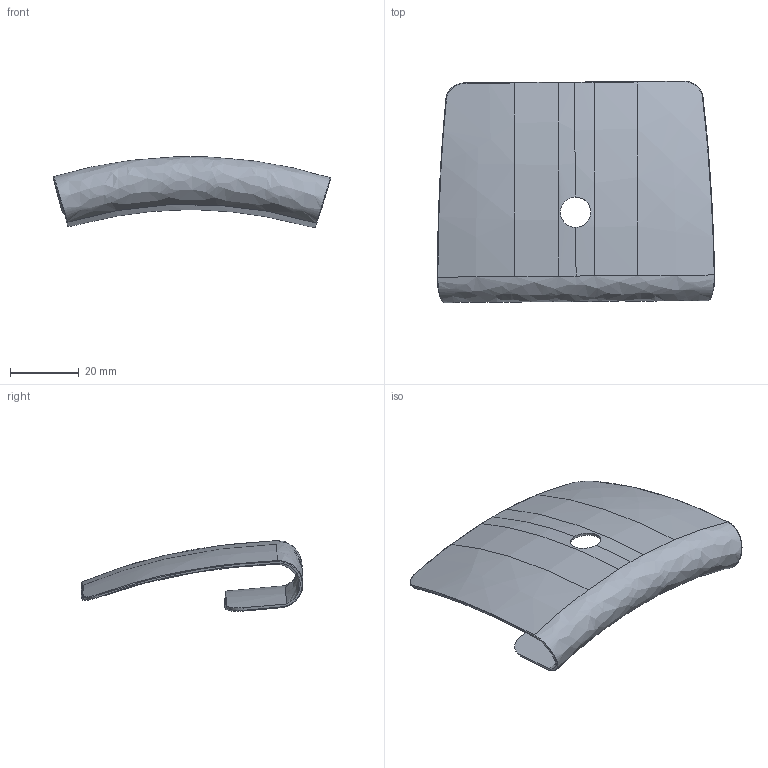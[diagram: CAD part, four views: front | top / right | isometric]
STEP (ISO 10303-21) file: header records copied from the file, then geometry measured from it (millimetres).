
FILE_DESCRIPTION (( 'STEP AP203' ), '1' );
FILE_NAME ('Riddel helmet Face Guard Bracket.STEP', '2026-02-04T14:20:11', ( 'Brian Williams' ), ( 'Home' ), 'SwSTEP 2.0', 'SolidWorks 2003240', '' );
FILE_SCHEMA (( 'CONFIG_CONTROL_DESIGN' ));
Length unit declared in the file: inch
Products named in the file (2): Body13; Riddel helmet Face Guard Bracket
Assembly tree (1 placements, depth 2):
  Riddel helmet Face Guard Bracket
    Body13
Bounding box: 80.99 x 64.7 x 20.65 mm (x, y, z)
Volume: 5590.7 mm3; surface area: 14932.9 mm2
Topology: 1 solids, 1 shells, 36 faces, 97 edges, 61 vertices
Faces by surface type: bspline 26, cone 5, cylinder 3, plane 2
Entity records: 6344 total; most frequent: CARTESIAN_POINT 5493, ORIENTED_EDGE 194, EDGE_CURVE 97, DIRECTION 72, VERTEX_POINT 61, B_SPLINE_CURVE_WITH_KNOTS 47, FACE_OUTER_BOUND 36, ADVANCED_FACE 36
